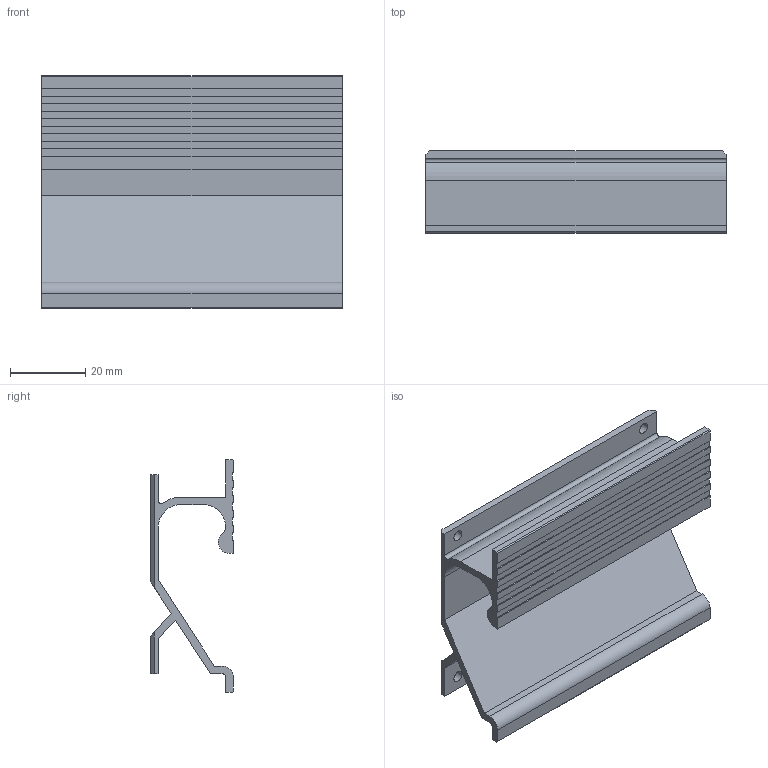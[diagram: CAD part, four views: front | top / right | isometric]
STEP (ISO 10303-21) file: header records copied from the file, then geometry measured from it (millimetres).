
FILE_DESCRIPTION((''),'2;1');
FILE_NAME('','2005-10-07T12:29:55',(''),(''),'','CADfix','');
FILE_SCHEMA(('AUTOMOTIVE_DESIGN'));
Length unit declared in the file: millimetre
Products named in the file (1): pull
Bounding box: 80 x 22 x 62 mm (x, y, z)
Volume: 21436.1 mm3; surface area: 21087.4 mm2
Topology: 1 solids, 1 shells, 67 faces, 211 edges, 146 vertices
Faces by surface type: bspline 67
Entity records: 2241 total; most frequent: CARTESIAN_POINT 1009, ORIENTED_EDGE 422, EDGE_CURVE 211, QUASI_UNIFORM_CURVE 163, VERTEX_POINT 146, EDGE_LOOP 75, FACE_OUTER_BOUND 67, ADVANCED_FACE 67
